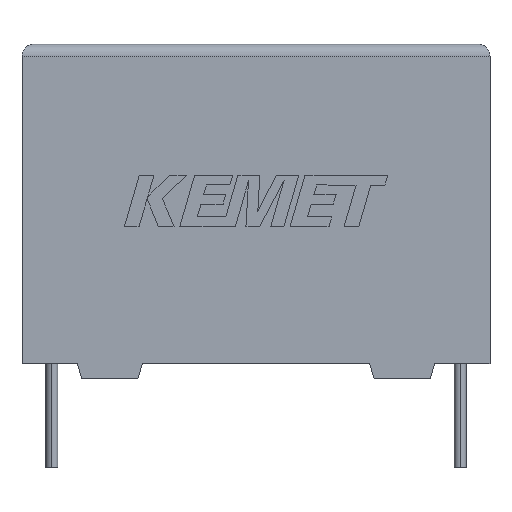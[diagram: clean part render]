
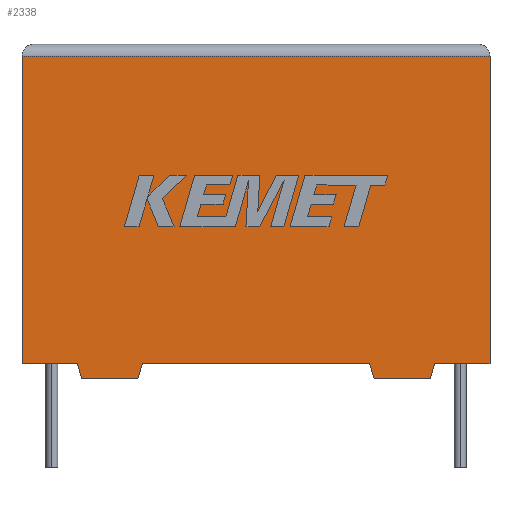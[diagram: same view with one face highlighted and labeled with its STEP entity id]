
A CAD part, top view. The second image highlights one B-rep face of the part: STEP entity #2338.
In plain terms, the highlighted planar face has unit normal (0, 0, 1).
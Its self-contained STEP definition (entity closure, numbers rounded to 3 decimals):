
#2 = DIRECTION ( 'NONE',  ( 1., 0., 0. ) ) ;
#7 = CARTESIAN_POINT ( 'NONE',  ( 0., 20.677, 11.5 ) ) ;
#54 = VERTEX_POINT ( 'NONE', #3080 ) ;
#77 = CARTESIAN_POINT ( 'NONE',  ( 23.694, -1.012, 11.5 ) ) ;
#81 = VERTEX_POINT ( 'NONE', #1134 ) ;
#90 = LINE ( 'NONE', #391, #372 ) ;
#97 = LINE ( 'NONE', #2910, #2970 ) ;
#113 = ORIENTED_EDGE ( 'NONE', *, *, #2075, .T. ) ;
#239 = EDGE_CURVE ( 'NONE', #3111, #614, #1783, .T. ) ;
#264 = VERTEX_POINT ( 'NONE', #3182 ) ;
#266 = CARTESIAN_POINT ( 'NONE',  ( 23.694, -1.012, 11.5 ) ) ;
#284 = LINE ( 'NONE', #2485, #405 ) ;
#336 = EDGE_CURVE ( 'NONE', #614, #264, #2102, .T. ) ;
#347 = DIRECTION ( 'NONE',  ( 1., 0., 0. ) ) ;
#372 = VECTOR ( 'NONE', #646, 1000. ) ;
#391 = CARTESIAN_POINT ( 'NONE',  ( 27.78, 0., 11.5 ) ) ;
#405 = VECTOR ( 'NONE', #1939, 1000. ) ;
#425 = DIRECTION ( 'NONE',  ( 1., 0., 0. ) ) ;
#439 = VERTEX_POINT ( 'NONE', #1216 ) ;
#445 = VECTOR ( 'NONE', #574, 1000. ) ;
#514 = EDGE_CURVE ( 'NONE', #81, #2854, #1944, .T. ) ;
#530 = PLANE ( 'NONE',  #2500 ) ;
#567 = CARTESIAN_POINT ( 'NONE',  ( 27.78, 0., 11.5 ) ) ;
#574 = DIRECTION ( 'NONE',  ( -1., 0., 0. ) ) ;
#605 = EDGE_CURVE ( 'NONE', #439, #3111, #2750, .T. ) ;
#606 = CARTESIAN_POINT ( 'NONE',  ( 27.48, -1.012, 11.5 ) ) ;
#614 = VERTEX_POINT ( 'NONE', #1165 ) ;
#638 = LINE ( 'NONE', #2481, #2356 ) ;
#642 = DIRECTION ( 'NONE',  ( 0., 1., 0. ) ) ;
#646 = DIRECTION ( 'NONE',  ( -0.284, -0.959, 0. ) ) ;
#651 = VERTEX_POINT ( 'NONE', #7 ) ;
#664 = ORIENTED_EDGE ( 'NONE', *, *, #3200, .F. ) ;
#759 = DIRECTION ( 'NONE',  ( -0.284, 0.959, 0. ) ) ;
#771 = CARTESIAN_POINT ( 'NONE',  ( 0., 0., 11.5 ) ) ;
#779 = VECTOR ( 'NONE', #2956, 1000. ) ;
#841 = VECTOR ( 'NONE', #759, 1000. ) ;
#982 = DIRECTION ( 'NONE',  ( 1., 0., 0. ) ) ;
#1051 = EDGE_CURVE ( 'NONE', #54, #1385, #1614, .T. ) ;
#1134 = CARTESIAN_POINT ( 'NONE',  ( 8.106, 0., 11.5 ) ) ;
#1165 = CARTESIAN_POINT ( 'NONE',  ( 4.02, -1.012, 11.5 ) ) ;
#1169 = VECTOR ( 'NONE', #425, 1000. ) ;
#1204 = VECTOR ( 'NONE', #2, 1000. ) ;
#1216 = CARTESIAN_POINT ( 'NONE',  ( 0., 0., 11.5 ) ) ;
#1239 = DIRECTION ( 'NONE',  ( -1., 0., 0. ) ) ;
#1366 = CARTESIAN_POINT ( 'NONE',  ( 7.806, -1.012, 11.5 ) ) ;
#1385 = VERTEX_POINT ( 'NONE', #1830 ) ;
#1401 = CARTESIAN_POINT ( 'NONE',  ( 3.72, 0., 11.5 ) ) ;
#1591 = EDGE_CURVE ( 'NONE', #1385, #651, #284, .T. ) ;
#1614 = LINE ( 'NONE', #2940, #2977 ) ;
#1617 = FACE_OUTER_BOUND ( 'NONE', #1689, .T. ) ;
#1631 = DIRECTION ( 'NONE',  ( 0., -1., 0. ) ) ;
#1689 = EDGE_LOOP ( 'NONE', ( #2758, #1808, #2152, #2488, #3114, #2406, #113, #2769, #2236, #2247, #664, #3063 ) ) ;
#1780 = EDGE_CURVE ( 'NONE', #651, #439, #97, .T. ) ;
#1781 = CARTESIAN_POINT ( 'NONE',  ( 3.72, 0., 11.5 ) ) ;
#1783 = LINE ( 'NONE', #1401, #2022 ) ;
#1808 = ORIENTED_EDGE ( 'NONE', *, *, #1591, .T. ) ;
#1830 = CARTESIAN_POINT ( 'NONE',  ( 31.5, 20.677, 11.5 ) ) ;
#1848 = EDGE_CURVE ( 'NONE', #2518, #54, #638, .T. ) ;
#1939 = DIRECTION ( 'NONE',  ( -1., 0., 0. ) ) ;
#1944 = LINE ( 'NONE', #2850, #2826 ) ;
#1974 = CARTESIAN_POINT ( 'NONE',  ( 23.394, 0., 11.5 ) ) ;
#2001 = EDGE_CURVE ( 'NONE', #2936, #2597, #2674, .T. ) ;
#2022 = VECTOR ( 'NONE', #2204, 1000. ) ;
#2075 = EDGE_CURVE ( 'NONE', #264, #81, #3196, .T. ) ;
#2102 = LINE ( 'NONE', #2231, #1204 ) ;
#2152 = ORIENTED_EDGE ( 'NONE', *, *, #1780, .T. ) ;
#2204 = DIRECTION ( 'NONE',  ( 0.284, -0.959, 0. ) ) ;
#2231 = CARTESIAN_POINT ( 'NONE',  ( 4.02, -1.012, 11.5 ) ) ;
#2236 = ORIENTED_EDGE ( 'NONE', *, *, #3030, .F. ) ;
#2247 = ORIENTED_EDGE ( 'NONE', *, *, #2001, .F. ) ;
#2338 = ADVANCED_FACE ( 'NONE', ( #1617 ), #530, .F. ) ;
#2356 = VECTOR ( 'NONE', #982, 1000. ) ;
#2406 = ORIENTED_EDGE ( 'NONE', *, *, #336, .T. ) ;
#2481 = CARTESIAN_POINT ( 'NONE',  ( 0., 0., 11.5 ) ) ;
#2485 = CARTESIAN_POINT ( 'NONE',  ( 0., 20.677, 11.5 ) ) ;
#2488 = ORIENTED_EDGE ( 'NONE', *, *, #605, .T. ) ;
#2496 = CARTESIAN_POINT ( 'NONE',  ( 27.48, -1.012, 11.5 ) ) ;
#2500 = AXIS2_PLACEMENT_3D ( 'NONE', #771, #2502, #1239 ) ;
#2502 = DIRECTION ( 'NONE',  ( 0., 0., -1. ) ) ;
#2518 = VERTEX_POINT ( 'NONE', #567 ) ;
#2531 = LINE ( 'NONE', #266, #841 ) ;
#2597 = VERTEX_POINT ( 'NONE', #77 ) ;
#2674 = LINE ( 'NONE', #606, #445 ) ;
#2750 = LINE ( 'NONE', #2905, #1169 ) ;
#2758 = ORIENTED_EDGE ( 'NONE', *, *, #1051, .T. ) ;
#2769 = ORIENTED_EDGE ( 'NONE', *, *, #514, .T. ) ;
#2826 = VECTOR ( 'NONE', #347, 1000. ) ;
#2850 = CARTESIAN_POINT ( 'NONE',  ( 0., 0., 11.5 ) ) ;
#2854 = VERTEX_POINT ( 'NONE', #1974 ) ;
#2905 = CARTESIAN_POINT ( 'NONE',  ( 0., 0., 11.5 ) ) ;
#2910 = CARTESIAN_POINT ( 'NONE',  ( 0., 0., 11.5 ) ) ;
#2936 = VERTEX_POINT ( 'NONE', #2496 ) ;
#2940 = CARTESIAN_POINT ( 'NONE',  ( 31.5, 0., 11.5 ) ) ;
#2956 = DIRECTION ( 'NONE',  ( 0.284, 0.959, 0. ) ) ;
#2970 = VECTOR ( 'NONE', #1631, 1000. ) ;
#2977 = VECTOR ( 'NONE', #642, 1000. ) ;
#3030 = EDGE_CURVE ( 'NONE', #2597, #2854, #2531, .T. ) ;
#3063 = ORIENTED_EDGE ( 'NONE', *, *, #1848, .T. ) ;
#3080 = CARTESIAN_POINT ( 'NONE',  ( 31.5, 0., 11.5 ) ) ;
#3111 = VERTEX_POINT ( 'NONE', #1781 ) ;
#3114 = ORIENTED_EDGE ( 'NONE', *, *, #239, .T. ) ;
#3182 = CARTESIAN_POINT ( 'NONE',  ( 7.806, -1.012, 11.5 ) ) ;
#3196 = LINE ( 'NONE', #1366, #779 ) ;
#3200 = EDGE_CURVE ( 'NONE', #2518, #2936, #90, .T. ) ;
